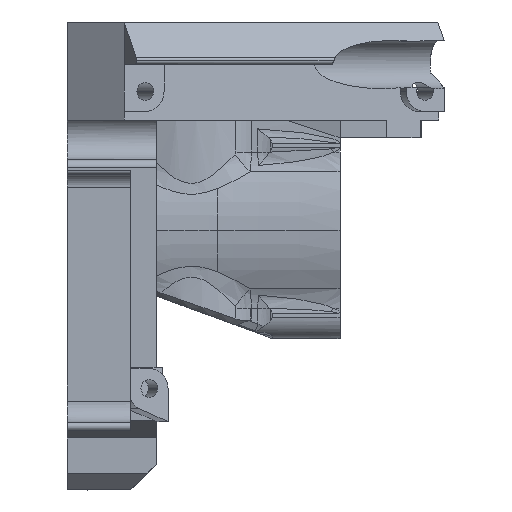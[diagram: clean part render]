
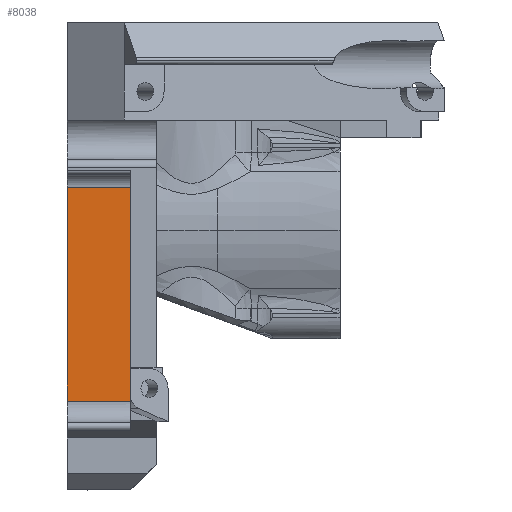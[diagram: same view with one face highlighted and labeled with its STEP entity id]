
A CAD part, left-side view. The second image highlights one B-rep face of the part: STEP entity #8038.
In plain terms, the highlighted planar face has unit normal (-1, 0, 0).
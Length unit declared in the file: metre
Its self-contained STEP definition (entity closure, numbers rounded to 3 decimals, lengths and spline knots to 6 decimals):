
#111=PLANE('',#8679);
#851=LINE('',#12682,#1381);
#852=LINE('',#12685,#1382);
#853=LINE('',#12687,#1383);
#854=LINE('',#12689,#1384);
#1381=VECTOR('',#9920,1.);
#1382=VECTOR('',#9921,1.);
#1383=VECTOR('',#9922,1.);
#1384=VECTOR('',#9923,1.);
#2264=ORIENTED_EDGE('',*,*,#4743,.F.);
#2265=ORIENTED_EDGE('',*,*,#4744,.F.);
#2266=ORIENTED_EDGE('',*,*,#4745,.T.);
#2267=ORIENTED_EDGE('',*,*,#4746,.T.);
#4743=EDGE_CURVE('',#5952,#5953,#851,.T.);
#4744=EDGE_CURVE('',#5954,#5952,#852,.T.);
#4745=EDGE_CURVE('',#5954,#5955,#853,.T.);
#4746=EDGE_CURVE('',#5955,#5953,#854,.T.);
#5952=VERTEX_POINT('',#12683);
#5953=VERTEX_POINT('',#12684);
#5954=VERTEX_POINT('',#12686);
#5955=VERTEX_POINT('',#12688);
#6881=EDGE_LOOP('',(#2264,#2265,#2266,#2267));
#7371=FACE_BOUND('',#6881,.T.);
#8038=ADVANCED_FACE('',(#7371),#111,.T.);
#8679=AXIS2_PLACEMENT_3D('',#12681,#9918,#9919);
#9918=DIRECTION('',(-1.,0.,0.));
#9919=DIRECTION('',(0.,-1.,0.));
#9920=DIRECTION('',(0.,0.,-1.));
#9921=DIRECTION('',(0.,-1.,0.));
#9922=DIRECTION('',(0.,0.,-1.));
#9923=DIRECTION('',(0.,-1.,0.));
#12681=CARTESIAN_POINT('',(0.113449,0.181465,0.125888));
#12682=CARTESIAN_POINT('',(0.113449,0.156465,0.111434));
#12683=CARTESIAN_POINT('',(0.113449,0.156465,0.125288));
#12684=CARTESIAN_POINT('',(0.113449,0.156465,0.100088));
#12685=CARTESIAN_POINT('',(0.113449,0.181465,0.125288));
#12686=CARTESIAN_POINT('',(0.113449,0.163965,0.125288));
#12687=CARTESIAN_POINT('',(0.113449,0.163965,0.125888));
#12688=CARTESIAN_POINT('',(0.113449,0.163965,0.100088));
#12689=CARTESIAN_POINT('',(0.113449,0.182965,0.100088));
